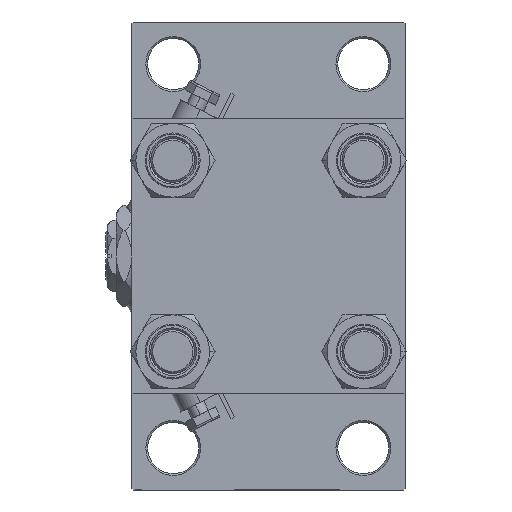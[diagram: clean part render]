
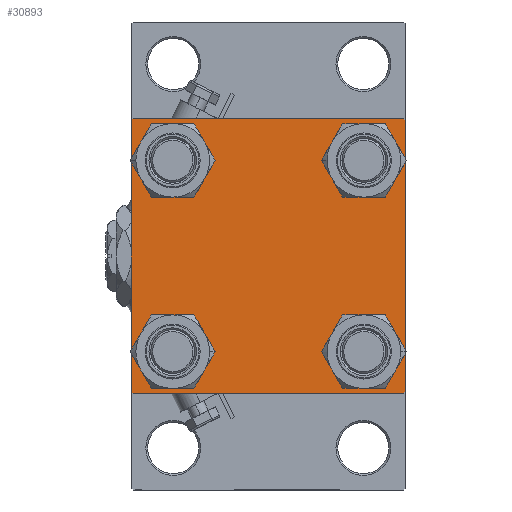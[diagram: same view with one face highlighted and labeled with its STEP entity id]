
A CAD part, left-side view. The second image highlights one B-rep face of the part: STEP entity #30893.
In plain terms, the highlighted planar face has unit normal (-1, 0, 0).
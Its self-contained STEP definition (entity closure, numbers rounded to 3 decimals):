
#267 = CARTESIAN_POINT ( 'NONE',  ( 0., 26.15, -26.15 ) ) ;
#821 = ORIENTED_EDGE ( 'NONE', *, *, #50215, .F. ) ;
#1030 = AXIS2_PLACEMENT_3D ( 'NONE', #48334, #17139, #21774 ) ;
#1070 = CIRCLE ( 'NONE', #5162, 6.5 ) ;
#1715 = VECTOR ( 'NONE', #18142, 1000. ) ;
#1795 = CARTESIAN_POINT ( 'NONE',  ( 0., -37.5, 37. ) ) ;
#1812 = CARTESIAN_POINT ( 'NONE',  ( 0., 26.15, -19.65 ) ) ;
#2660 = DIRECTION ( 'NONE',  ( 0., -1., 0. ) ) ;
#2816 = DIRECTION ( 'NONE',  ( 1., 0., 0. ) ) ;
#2835 = DIRECTION ( 'NONE',  ( 0., 0.707, -0.707 ) ) ;
#3339 = DIRECTION ( 'NONE',  ( 0., 0., -1. ) ) ;
#3433 = ORIENTED_EDGE ( 'NONE', *, *, #27156, .T. ) ;
#4462 = CARTESIAN_POINT ( 'NONE',  ( 0., -26.15, 26.15 ) ) ;
#4867 = DIRECTION ( 'NONE',  ( 1., 0., 0. ) ) ;
#4884 = ORIENTED_EDGE ( 'NONE', *, *, #12287, .T. ) ;
#5011 = FACE_OUTER_BOUND ( 'NONE', #22305, .T. ) ;
#5162 = AXIS2_PLACEMENT_3D ( 'NONE', #15756, #7994, #47715 ) ;
#5490 = AXIS2_PLACEMENT_3D ( 'NONE', #50462, #35228, #11008 ) ;
#5496 = VECTOR ( 'NONE', #2835, 1000. ) ;
#6060 = CARTESIAN_POINT ( 'NONE',  ( 0., 26.15, 26.15 ) ) ;
#6394 = ORIENTED_EDGE ( 'NONE', *, *, #20572, .T. ) ;
#7091 = DIRECTION ( 'NONE',  ( 0., -0.707, -0.707 ) ) ;
#7994 = DIRECTION ( 'NONE',  ( 1., 0., 0. ) ) ;
#8708 = ORIENTED_EDGE ( 'NONE', *, *, #27329, .T. ) ;
#8751 = CARTESIAN_POINT ( 'NONE',  ( 0., -26.15, 19.65 ) ) ;
#9641 = FACE_BOUND ( 'NONE', #18058, .T. ) ;
#9720 = ORIENTED_EDGE ( 'NONE', *, *, #14924, .T. ) ;
#9994 = ORIENTED_EDGE ( 'NONE', *, *, #24491, .T. ) ;
#11008 = DIRECTION ( 'NONE',  ( 0., 0., 1. ) ) ;
#12287 = EDGE_CURVE ( 'NONE', #39691, #26358, #14087, .T. ) ;
#12815 = EDGE_CURVE ( 'NONE', #36524, #40346, #21614, .T. ) ;
#13088 = CIRCLE ( 'NONE', #41934, 6.5 ) ;
#13225 = CARTESIAN_POINT ( 'NONE',  ( 0., 37.5, -37. ) ) ;
#13518 = FACE_BOUND ( 'NONE', #34470, .T. ) ;
#14087 = LINE ( 'NONE', #21300, #27387 ) ;
#14172 = CARTESIAN_POINT ( 'NONE',  ( 0., 26.15, 32.65 ) ) ;
#14518 = CARTESIAN_POINT ( 'NONE',  ( 0., 37.5, 37.5 ) ) ;
#14899 = CIRCLE ( 'NONE', #30555, 6.5 ) ;
#14924 = EDGE_CURVE ( 'NONE', #23351, #16753, #42307, .T. ) ;
#15587 = VECTOR ( 'NONE', #49061, 1000. ) ;
#15756 = CARTESIAN_POINT ( 'NONE',  ( 0., -26.15, -26.15 ) ) ;
#15849 = ORIENTED_EDGE ( 'NONE', *, *, #26911, .T. ) ;
#16010 = DIRECTION ( 'NONE',  ( 0., 0., 1. ) ) ;
#16331 = DIRECTION ( 'NONE',  ( 0., 0., 1. ) ) ;
#16447 = EDGE_CURVE ( 'NONE', #25390, #50864, #30593, .T. ) ;
#16490 = CARTESIAN_POINT ( 'NONE',  ( 0., 26.15, 26.15 ) ) ;
#16748 = CARTESIAN_POINT ( 'NONE',  ( 0., 26.15, 19.65 ) ) ;
#16753 = VERTEX_POINT ( 'NONE', #19412 ) ;
#16854 = DIRECTION ( 'NONE',  ( 1., 0., 0. ) ) ;
#16884 = PLANE ( 'NONE',  #1030 ) ;
#16990 = DIRECTION ( 'NONE',  ( 1., 0., 0. ) ) ;
#17139 = DIRECTION ( 'NONE',  ( -1., 0., 0. ) ) ;
#17947 = DIRECTION ( 'NONE',  ( 0., 0., 1. ) ) ;
#18024 = DIRECTION ( 'NONE',  ( 0., 0., 1. ) ) ;
#18058 = EDGE_LOOP ( 'NONE', ( #18554, #40898 ) ) ;
#18142 = DIRECTION ( 'NONE',  ( 0., -1., 0. ) ) ;
#18242 = ORIENTED_EDGE ( 'NONE', *, *, #26754, .T. ) ;
#18332 = CARTESIAN_POINT ( 'NONE',  ( 0., 37.25, 37.25 ) ) ;
#18360 = CARTESIAN_POINT ( 'NONE',  ( 0., 37., 37.5 ) ) ;
#18554 = ORIENTED_EDGE ( 'NONE', *, *, #46197, .T. ) ;
#18555 = DIRECTION ( 'NONE',  ( 0., 0., 1. ) ) ;
#19166 = VERTEX_POINT ( 'NONE', #23895 ) ;
#19220 = CARTESIAN_POINT ( 'NONE',  ( 0., 37., -37.5 ) ) ;
#19412 = CARTESIAN_POINT ( 'NONE',  ( 0., 37.5, 37. ) ) ;
#19896 = DIRECTION ( 'NONE',  ( 1., 0., 0. ) ) ;
#20183 = ORIENTED_EDGE ( 'NONE', *, *, #41441, .F. ) ;
#20382 = EDGE_CURVE ( 'NONE', #35337, #46059, #13088, .T. ) ;
#20572 = EDGE_CURVE ( 'NONE', #21206, #26974, #32576, .T. ) ;
#20634 = ORIENTED_EDGE ( 'NONE', *, *, #12815, .T. ) ;
#21146 = EDGE_LOOP ( 'NONE', ( #9994, #18242 ) ) ;
#21206 = VERTEX_POINT ( 'NONE', #36313 ) ;
#21300 = CARTESIAN_POINT ( 'NONE',  ( 0., -37.25, 37.25 ) ) ;
#21614 = CIRCLE ( 'NONE', #38118, 6.5 ) ;
#21774 = DIRECTION ( 'NONE',  ( 0., 0., 1. ) ) ;
#22003 = CARTESIAN_POINT ( 'NONE',  ( 0., 37.5, -37.5 ) ) ;
#22016 = VECTOR ( 'NONE', #7091, 1000. ) ;
#22305 = EDGE_LOOP ( 'NONE', ( #3433, #36865, #15849, #6394, #20183, #4884, #821, #9720 ) ) ;
#23119 = CIRCLE ( 'NONE', #48653, 6.5 ) ;
#23351 = VERTEX_POINT ( 'NONE', #18360 ) ;
#23895 = CARTESIAN_POINT ( 'NONE',  ( 0., -26.15, -32.65 ) ) ;
#24491 = EDGE_CURVE ( 'NONE', #35891, #36428, #35472, .T. ) ;
#24815 = CARTESIAN_POINT ( 'NONE',  ( 0., 26.15, -32.65 ) ) ;
#24995 = DIRECTION ( 'NONE',  ( 0., 0., -1. ) ) ;
#25390 = VERTEX_POINT ( 'NONE', #13225 ) ;
#26075 = LINE ( 'NONE', #38424, #50306 ) ;
#26257 = CARTESIAN_POINT ( 'NONE',  ( 0., -37., 37.5 ) ) ;
#26358 = VERTEX_POINT ( 'NONE', #26257 ) ;
#26732 = VECTOR ( 'NONE', #24995, 1000. ) ;
#26754 = EDGE_CURVE ( 'NONE', #36428, #35891, #14899, .T. ) ;
#26911 = EDGE_CURVE ( 'NONE', #50864, #21206, #37221, .T. ) ;
#26974 = VERTEX_POINT ( 'NONE', #36121 ) ;
#27156 = EDGE_CURVE ( 'NONE', #16753, #25390, #26075, .T. ) ;
#27329 = EDGE_CURVE ( 'NONE', #40346, #36524, #23119, .T. ) ;
#27387 = VECTOR ( 'NONE', #37290, 1000. ) ;
#29641 = DIRECTION ( 'NONE',  ( 1., 0., 0. ) ) ;
#29838 = CARTESIAN_POINT ( 'NONE',  ( 0., 37.25, -37.25 ) ) ;
#30555 = AXIS2_PLACEMENT_3D ( 'NONE', #4462, #16854, #16331 ) ;
#30593 = LINE ( 'NONE', #29838, #22016 ) ;
#30893 = ADVANCED_FACE ( 'NONE', ( #37253, #9641, #32620, #13518, #5011 ), #16884, .T. ) ;
#31794 = EDGE_CURVE ( 'NONE', #19166, #35968, #1070, .T. ) ;
#32576 = LINE ( 'NONE', #36689, #15587 ) ;
#32620 = FACE_BOUND ( 'NONE', #33411, .T. ) ;
#32826 = VECTOR ( 'NONE', #2660, 1000. ) ;
#33411 = EDGE_LOOP ( 'NONE', ( #43050, #41260 ) ) ;
#34451 = AXIS2_PLACEMENT_3D ( 'NONE', #267, #19896, #16010 ) ;
#34470 = EDGE_LOOP ( 'NONE', ( #20634, #8708 ) ) ;
#34532 = CARTESIAN_POINT ( 'NONE',  ( 0., -26.15, 26.15 ) ) ;
#35228 = DIRECTION ( 'NONE',  ( 1., 0., 0. ) ) ;
#35337 = VERTEX_POINT ( 'NONE', #24815 ) ;
#35472 = CIRCLE ( 'NONE', #40284, 6.5 ) ;
#35891 = VERTEX_POINT ( 'NONE', #42209 ) ;
#35968 = VERTEX_POINT ( 'NONE', #45045 ) ;
#36121 = CARTESIAN_POINT ( 'NONE',  ( 0., -37.5, -37. ) ) ;
#36313 = CARTESIAN_POINT ( 'NONE',  ( 0., -37., -37.5 ) ) ;
#36337 = DIRECTION ( 'NONE',  ( 0., 0., 1. ) ) ;
#36428 = VERTEX_POINT ( 'NONE', #8751 ) ;
#36524 = VERTEX_POINT ( 'NONE', #14172 ) ;
#36689 = CARTESIAN_POINT ( 'NONE',  ( 0., -37.25, -37.25 ) ) ;
#36799 = CIRCLE ( 'NONE', #5490, 6.5 ) ;
#36865 = ORIENTED_EDGE ( 'NONE', *, *, #16447, .T. ) ;
#36903 = CIRCLE ( 'NONE', #34451, 6.5 ) ;
#37221 = LINE ( 'NONE', #22003, #1715 ) ;
#37253 = FACE_BOUND ( 'NONE', #21146, .T. ) ;
#37290 = DIRECTION ( 'NONE',  ( 0., 0.707, 0.707 ) ) ;
#38118 = AXIS2_PLACEMENT_3D ( 'NONE', #16490, #4867, #36337 ) ;
#38424 = CARTESIAN_POINT ( 'NONE',  ( 0., 37.5, 37.5 ) ) ;
#39691 = VERTEX_POINT ( 'NONE', #1795 ) ;
#40284 = AXIS2_PLACEMENT_3D ( 'NONE', #34532, #2816, #18555 ) ;
#40346 = VERTEX_POINT ( 'NONE', #16748 ) ;
#40898 = ORIENTED_EDGE ( 'NONE', *, *, #31794, .T. ) ;
#41260 = ORIENTED_EDGE ( 'NONE', *, *, #20382, .T. ) ;
#41441 = EDGE_CURVE ( 'NONE', #39691, #26974, #48703, .T. ) ;
#41934 = AXIS2_PLACEMENT_3D ( 'NONE', #45867, #29641, #18024 ) ;
#42209 = CARTESIAN_POINT ( 'NONE',  ( 0., -26.15, 32.65 ) ) ;
#42307 = LINE ( 'NONE', #18332, #5496 ) ;
#43050 = ORIENTED_EDGE ( 'NONE', *, *, #49096, .T. ) ;
#45045 = CARTESIAN_POINT ( 'NONE',  ( 0., -26.15, -19.65 ) ) ;
#45867 = CARTESIAN_POINT ( 'NONE',  ( 0., 26.15, -26.15 ) ) ;
#46059 = VERTEX_POINT ( 'NONE', #1812 ) ;
#46197 = EDGE_CURVE ( 'NONE', #35968, #19166, #36799, .T. ) ;
#47715 = DIRECTION ( 'NONE',  ( 0., 0., 1. ) ) ;
#48334 = CARTESIAN_POINT ( 'NONE',  ( 0., 0., 0. ) ) ;
#48653 = AXIS2_PLACEMENT_3D ( 'NONE', #6060, #16990, #17947 ) ;
#48703 = LINE ( 'NONE', #48957, #26732 ) ;
#48957 = CARTESIAN_POINT ( 'NONE',  ( 0., -37.5, 37.5 ) ) ;
#49061 = DIRECTION ( 'NONE',  ( 0., -0.707, 0.707 ) ) ;
#49096 = EDGE_CURVE ( 'NONE', #46059, #35337, #36903, .T. ) ;
#49338 = LINE ( 'NONE', #14518, #32826 ) ;
#50215 = EDGE_CURVE ( 'NONE', #23351, #26358, #49338, .T. ) ;
#50306 = VECTOR ( 'NONE', #3339, 1000. ) ;
#50462 = CARTESIAN_POINT ( 'NONE',  ( 0., -26.15, -26.15 ) ) ;
#50864 = VERTEX_POINT ( 'NONE', #19220 ) ;
